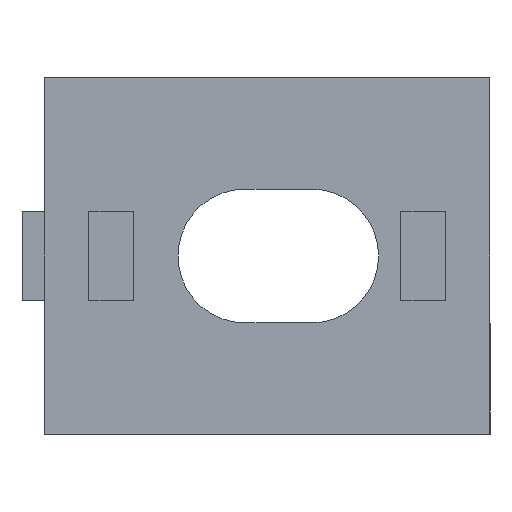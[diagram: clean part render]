
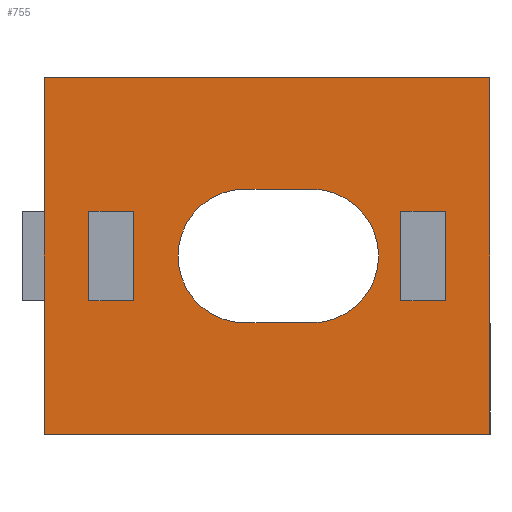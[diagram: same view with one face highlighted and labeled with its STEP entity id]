
A CAD part, front view. The second image highlights one B-rep face of the part: STEP entity #755.
In plain terms, the highlighted planar face has unit normal (0, -1, 0).
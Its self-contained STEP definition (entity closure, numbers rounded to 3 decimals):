
#43 = DIRECTION ( 'NONE',  ( 1., 0., 0. ) ) ;
#54 = LINE ( 'NONE', #4960, #2919 ) ;
#132 = VERTEX_POINT ( 'NONE', #1779 ) ;
#150 = CARTESIAN_POINT ( 'NONE',  ( 20., 0., 16. ) ) ;
#210 = ORIENTED_EDGE ( 'NONE', *, *, #4549, .F. ) ;
#258 = LINE ( 'NONE', #2992, #752 ) ;
#279 = EDGE_CURVE ( 'NONE', #2450, #6983, #6194, .T. ) ;
#323 = CARTESIAN_POINT ( 'NONE',  ( 9., 0., 8. ) ) ;
#405 = ORIENTED_EDGE ( 'NONE', *, *, #3703, .F. ) ;
#476 = EDGE_CURVE ( 'NONE', #886, #6438, #6850, .T. ) ;
#486 = EDGE_CURVE ( 'NONE', #6033, #6213, #4586, .T. ) ;
#488 = CARTESIAN_POINT ( 'NONE',  ( 0., 0., 16. ) ) ;
#752 = VECTOR ( 'NONE', #3017, 1000. ) ;
#755 = ADVANCED_FACE ( 'NONE', ( #3098, #3524, #4578, #5336 ), #2892, .F. ) ;
#798 = DIRECTION ( 'NONE',  ( 0., 0., -1. ) ) ;
#815 = VERTEX_POINT ( 'NONE', #2630 ) ;
#845 = CARTESIAN_POINT ( 'NONE',  ( 0., 0., 10. ) ) ;
#854 = DIRECTION ( 'NONE',  ( -1., 0., 0. ) ) ;
#886 = VERTEX_POINT ( 'NONE', #6085 ) ;
#971 = CARTESIAN_POINT ( 'NONE',  ( 0., 0., 10. ) ) ;
#1015 = DIRECTION ( 'NONE',  ( -1., 0., 0. ) ) ;
#1019 = DIRECTION ( 'NONE',  ( 0., 0., -1. ) ) ;
#1047 = DIRECTION ( 'NONE',  ( 0., 0., -1. ) ) ;
#1055 = CARTESIAN_POINT ( 'NONE',  ( 16., 0., 16. ) ) ;
#1098 = ORIENTED_EDGE ( 'NONE', *, *, #5982, .F. ) ;
#1099 = VECTOR ( 'NONE', #2134, 1000. ) ;
#1220 = VERTEX_POINT ( 'NONE', #6755 ) ;
#1226 = CARTESIAN_POINT ( 'NONE',  ( 18., 0., 10. ) ) ;
#1443 = DIRECTION ( 'NONE',  ( 1., 0., 0. ) ) ;
#1544 = EDGE_LOOP ( 'NONE', ( #1098, #2415, #4968, #6754 ) ) ;
#1550 = CARTESIAN_POINT ( 'NONE',  ( 20., 0., 16. ) ) ;
#1779 = CARTESIAN_POINT ( 'NONE',  ( 20., 0., 0. ) ) ;
#1787 = CARTESIAN_POINT ( 'NONE',  ( 2., 0., 6. ) ) ;
#1827 = VECTOR ( 'NONE', #798, 1000. ) ;
#1849 = EDGE_LOOP ( 'NONE', ( #2254, #3934, #3251, #1873 ) ) ;
#1873 = ORIENTED_EDGE ( 'NONE', *, *, #1896, .F. ) ;
#1896 = EDGE_CURVE ( 'NONE', #6213, #1220, #6712, .T. ) ;
#1939 = CARTESIAN_POINT ( 'NONE',  ( 16., 0., 6. ) ) ;
#1984 = DIRECTION ( 'NONE',  ( 0., -1., 0. ) ) ;
#2099 = CARTESIAN_POINT ( 'NONE',  ( 9., 0., 11. ) ) ;
#2111 = CARTESIAN_POINT ( 'NONE',  ( 0., 0., 11. ) ) ;
#2115 = LINE ( 'NONE', #5585, #4944 ) ;
#2134 = DIRECTION ( 'NONE',  ( -1., 0., 0. ) ) ;
#2254 = ORIENTED_EDGE ( 'NONE', *, *, #486, .F. ) ;
#2269 = EDGE_CURVE ( 'NONE', #6693, #4708, #54, .T. ) ;
#2415 = ORIENTED_EDGE ( 'NONE', *, *, #3774, .F. ) ;
#2422 = ORIENTED_EDGE ( 'NONE', *, *, #3424, .F. ) ;
#2450 = VERTEX_POINT ( 'NONE', #2099 ) ;
#2557 = ORIENTED_EDGE ( 'NONE', *, *, #2998, .F. ) ;
#2617 = LINE ( 'NONE', #150, #5443 ) ;
#2630 = CARTESIAN_POINT ( 'NONE',  ( 18., 0., 6. ) ) ;
#2752 = CARTESIAN_POINT ( 'NONE',  ( 0., 0., 0. ) ) ;
#2892 = PLANE ( 'NONE',  #6158 ) ;
#2919 = VECTOR ( 'NONE', #5071, 1000. ) ;
#2958 = DIRECTION ( 'NONE',  ( -1., 0., 0. ) ) ;
#2972 = VECTOR ( 'NONE', #6036, 1000. ) ;
#2992 = CARTESIAN_POINT ( 'NONE',  ( 0., 0., 6. ) ) ;
#2998 = EDGE_CURVE ( 'NONE', #3235, #815, #258, .T. ) ;
#3017 = DIRECTION ( 'NONE',  ( 1., 0., 0. ) ) ;
#3018 = CARTESIAN_POINT ( 'NONE',  ( 0., 0., 0. ) ) ;
#3098 = FACE_BOUND ( 'NONE', #5196, .T. ) ;
#3110 = AXIS2_PLACEMENT_3D ( 'NONE', #4081, #1984, #1019 ) ;
#3163 = AXIS2_PLACEMENT_3D ( 'NONE', #323, #3721, #3789 ) ;
#3198 = VECTOR ( 'NONE', #1443, 1000. ) ;
#3235 = VERTEX_POINT ( 'NONE', #1939 ) ;
#3251 = ORIENTED_EDGE ( 'NONE', *, *, #4630, .F. ) ;
#3317 = VECTOR ( 'NONE', #43, 1000. ) ;
#3397 = VECTOR ( 'NONE', #854, 1000. ) ;
#3424 = EDGE_CURVE ( 'NONE', #4238, #3235, #4652, .T. ) ;
#3433 = EDGE_CURVE ( 'NONE', #3804, #4238, #4470, .T. ) ;
#3446 = DIRECTION ( 'NONE',  ( 0., 0., 1. ) ) ;
#3451 = EDGE_CURVE ( 'NONE', #4228, #6033, #3574, .T. ) ;
#3524 = FACE_OUTER_BOUND ( 'NONE', #1544, .T. ) ;
#3574 = LINE ( 'NONE', #845, #3397 ) ;
#3703 = EDGE_CURVE ( 'NONE', #815, #3804, #6262, .T. ) ;
#3721 = DIRECTION ( 'NONE',  ( 0., -1., 0. ) ) ;
#3761 = VECTOR ( 'NONE', #2958, 1000. ) ;
#3774 = EDGE_CURVE ( 'NONE', #4708, #5298, #6423, .T. ) ;
#3789 = DIRECTION ( 'NONE',  ( 0., 0., -1. ) ) ;
#3804 = VERTEX_POINT ( 'NONE', #1226 ) ;
#3924 = EDGE_LOOP ( 'NONE', ( #2422, #5420, #405, #2557 ) ) ;
#3934 = ORIENTED_EDGE ( 'NONE', *, *, #3451, .F. ) ;
#4080 = CARTESIAN_POINT ( 'NONE',  ( 4., 0., 10. ) ) ;
#4081 = CARTESIAN_POINT ( 'NONE',  ( 12., 0., 8. ) ) ;
#4111 = VECTOR ( 'NONE', #1015, 1000. ) ;
#4122 = CARTESIAN_POINT ( 'NONE',  ( 9., 0., 5. ) ) ;
#4228 = VERTEX_POINT ( 'NONE', #4080 ) ;
#4238 = VERTEX_POINT ( 'NONE', #4707 ) ;
#4250 = CARTESIAN_POINT ( 'NONE',  ( 12., 0., 11. ) ) ;
#4337 = CARTESIAN_POINT ( 'NONE',  ( 2., 0., 10. ) ) ;
#4398 = VECTOR ( 'NONE', #1047, 1000. ) ;
#4462 = CARTESIAN_POINT ( 'NONE',  ( 2., 0., 16. ) ) ;
#4470 = LINE ( 'NONE', #971, #4111 ) ;
#4510 = LINE ( 'NONE', #6130, #2972 ) ;
#4549 = EDGE_CURVE ( 'NONE', #6983, #886, #4510, .T. ) ;
#4578 = FACE_BOUND ( 'NONE', #1849, .T. ) ;
#4586 = LINE ( 'NONE', #4462, #1827 ) ;
#4630 = EDGE_CURVE ( 'NONE', #1220, #4228, #2115, .T. ) ;
#4652 = LINE ( 'NONE', #1055, #4398 ) ;
#4689 = CARTESIAN_POINT ( 'NONE',  ( 0., 0., 6. ) ) ;
#4707 = CARTESIAN_POINT ( 'NONE',  ( 16., 0., 10. ) ) ;
#4708 = VERTEX_POINT ( 'NONE', #5165 ) ;
#4922 = EDGE_CURVE ( 'NONE', #132, #6693, #5455, .T. ) ;
#4944 = VECTOR ( 'NONE', #5564, 1000. ) ;
#4960 = CARTESIAN_POINT ( 'NONE',  ( 0., 0., 16. ) ) ;
#4968 = ORIENTED_EDGE ( 'NONE', *, *, #2269, .F. ) ;
#5070 = EDGE_CURVE ( 'NONE', #6438, #2450, #6736, .T. ) ;
#5071 = DIRECTION ( 'NONE',  ( 0., 0., 1. ) ) ;
#5128 = DIRECTION ( 'NONE',  ( 0., 0., -1. ) ) ;
#5165 = CARTESIAN_POINT ( 'NONE',  ( 0., 0., 16. ) ) ;
#5196 = EDGE_LOOP ( 'NONE', ( #5323, #5708, #210, #6701 ) ) ;
#5298 = VERTEX_POINT ( 'NONE', #1550 ) ;
#5323 = ORIENTED_EDGE ( 'NONE', *, *, #5070, .F. ) ;
#5336 = FACE_BOUND ( 'NONE', #3924, .T. ) ;
#5420 = ORIENTED_EDGE ( 'NONE', *, *, #3433, .F. ) ;
#5443 = VECTOR ( 'NONE', #5128, 1000. ) ;
#5455 = LINE ( 'NONE', #3018, #3761 ) ;
#5564 = DIRECTION ( 'NONE',  ( 0., 0., 1. ) ) ;
#5585 = CARTESIAN_POINT ( 'NONE',  ( 4., 0., 16. ) ) ;
#5667 = CARTESIAN_POINT ( 'NONE',  ( 0., 0., 16. ) ) ;
#5708 = ORIENTED_EDGE ( 'NONE', *, *, #476, .F. ) ;
#5982 = EDGE_CURVE ( 'NONE', #5298, #132, #2617, .T. ) ;
#6033 = VERTEX_POINT ( 'NONE', #4337 ) ;
#6036 = DIRECTION ( 'NONE',  ( 1., 0., 0. ) ) ;
#6085 = CARTESIAN_POINT ( 'NONE',  ( 12., 0., 5. ) ) ;
#6088 = VECTOR ( 'NONE', #6522, 1000. ) ;
#6130 = CARTESIAN_POINT ( 'NONE',  ( 0., 0., 5. ) ) ;
#6158 = AXIS2_PLACEMENT_3D ( 'NONE', #5667, #6729, #3446 ) ;
#6194 = CIRCLE ( 'NONE', #3163, 3. ) ;
#6213 = VERTEX_POINT ( 'NONE', #1787 ) ;
#6262 = LINE ( 'NONE', #6635, #6088 ) ;
#6423 = LINE ( 'NONE', #488, #3317 ) ;
#6438 = VERTEX_POINT ( 'NONE', #4250 ) ;
#6522 = DIRECTION ( 'NONE',  ( 0., 0., 1. ) ) ;
#6635 = CARTESIAN_POINT ( 'NONE',  ( 18., 0., 16. ) ) ;
#6693 = VERTEX_POINT ( 'NONE', #2752 ) ;
#6701 = ORIENTED_EDGE ( 'NONE', *, *, #279, .F. ) ;
#6712 = LINE ( 'NONE', #4689, #3198 ) ;
#6729 = DIRECTION ( 'NONE',  ( 0., 1., 0. ) ) ;
#6736 = LINE ( 'NONE', #2111, #1099 ) ;
#6754 = ORIENTED_EDGE ( 'NONE', *, *, #4922, .F. ) ;
#6755 = CARTESIAN_POINT ( 'NONE',  ( 4., 0., 6. ) ) ;
#6850 = CIRCLE ( 'NONE', #3110, 3. ) ;
#6983 = VERTEX_POINT ( 'NONE', #4122 ) ;
